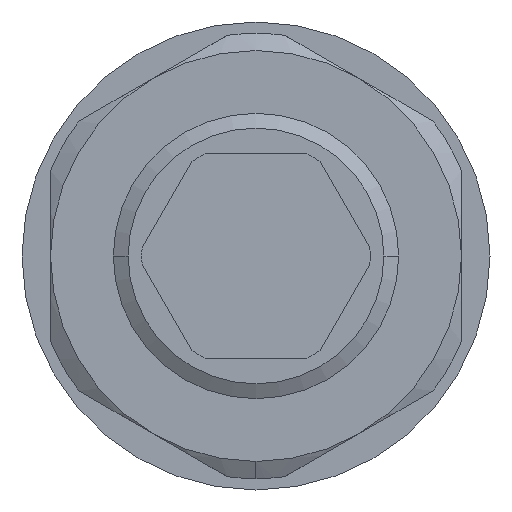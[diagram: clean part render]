
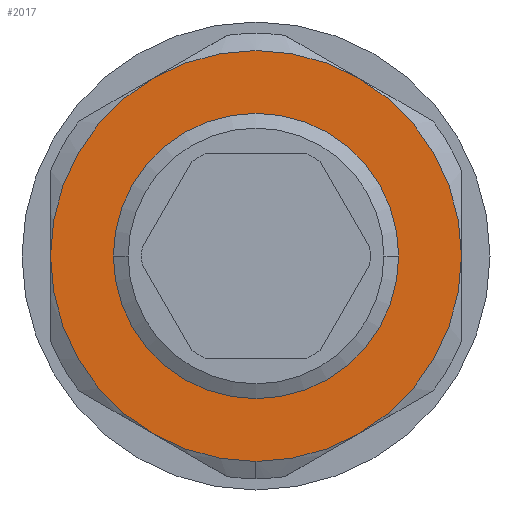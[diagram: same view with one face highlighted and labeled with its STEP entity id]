
A CAD part, left-side view. The second image highlights one B-rep face of the part: STEP entity #2017.
In plain terms, the highlighted planar face has unit normal (-1, 0, 0).
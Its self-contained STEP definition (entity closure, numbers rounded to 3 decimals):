
#18 = AXIS2_PLACEMENT_3D ( 'NONE', #92, #316, #216 ) ;
#36 = EDGE_CURVE ( 'NONE', #1246, #1022, #1169, .T. ) ;
#63 = ORIENTED_EDGE ( 'NONE', *, *, #2385, .T. ) ;
#78 = DIRECTION ( 'NONE',  ( 0., 0., 1. ) ) ;
#92 = CARTESIAN_POINT ( 'NONE',  ( 0., 18., 0. ) ) ;
#109 = VERTEX_POINT ( 'NONE', #299 ) ;
#122 = CARTESIAN_POINT ( 'NONE',  ( 0., 9., 15.588 ) ) ;
#137 = ORIENTED_EDGE ( 'NONE', *, *, #1573, .T. ) ;
#154 = DIRECTION ( 'NONE',  ( -1., 0., 0. ) ) ;
#216 = DIRECTION ( 'NONE',  ( 0., 0., -1. ) ) ;
#246 = FACE_BOUND ( 'NONE', #668, .T. ) ;
#288 = ORIENTED_EDGE ( 'NONE', *, *, #2658, .T. ) ;
#299 = CARTESIAN_POINT ( 'NONE',  ( 0., -9., -15.588 ) ) ;
#315 = ORIENTED_EDGE ( 'NONE', *, *, #36, .T. ) ;
#316 = DIRECTION ( 'NONE',  ( 1., 0., 0. ) ) ;
#323 = CIRCLE ( 'NONE', #2618, 18. ) ;
#420 = AXIS2_PLACEMENT_3D ( 'NONE', #488, #1267, #1257 ) ;
#445 = CIRCLE ( 'NONE', #3073, 18. ) ;
#464 = CIRCLE ( 'NONE', #420, 12.5 ) ;
#481 = DIRECTION ( 'NONE',  ( 1., 0., 0. ) ) ;
#488 = CARTESIAN_POINT ( 'NONE',  ( 0., 0., 0. ) ) ;
#589 = AXIS2_PLACEMENT_3D ( 'NONE', #2928, #2934, #2951 ) ;
#618 = VERTEX_POINT ( 'NONE', #122 ) ;
#668 = EDGE_LOOP ( 'NONE', ( #3081, #315 ) ) ;
#670 = DIRECTION ( 'NONE',  ( 0., 0., -1. ) ) ;
#685 = CARTESIAN_POINT ( 'NONE',  ( 0., 9., -15.588 ) ) ;
#745 = CIRCLE ( 'NONE', #2662, 18. ) ;
#788 = CIRCLE ( 'NONE', #589, 18. ) ;
#857 = VERTEX_POINT ( 'NONE', #1143 ) ;
#868 = FACE_OUTER_BOUND ( 'NONE', #3008, .T. ) ;
#1006 = EDGE_CURVE ( 'NONE', #1022, #1246, #464, .T. ) ;
#1022 = VERTEX_POINT ( 'NONE', #3170 ) ;
#1034 = CIRCLE ( 'NONE', #1876, 18. ) ;
#1130 = CARTESIAN_POINT ( 'NONE',  ( 0., 0., 0. ) ) ;
#1143 = CARTESIAN_POINT ( 'NONE',  ( 0., 18., 0. ) ) ;
#1156 = CIRCLE ( 'NONE', #2323, 18. ) ;
#1166 = AXIS2_PLACEMENT_3D ( 'NONE', #1892, #481, #670 ) ;
#1169 = CIRCLE ( 'NONE', #1166, 12.5 ) ;
#1217 = CARTESIAN_POINT ( 'NONE',  ( 0., 0., 0. ) ) ;
#1246 = VERTEX_POINT ( 'NONE', #2715 ) ;
#1257 = DIRECTION ( 'NONE',  ( 0., 0., -1. ) ) ;
#1267 = DIRECTION ( 'NONE',  ( 1., 0., 0. ) ) ;
#1274 = DIRECTION ( 'NONE',  ( 0., 0., 1. ) ) ;
#1314 = ORIENTED_EDGE ( 'NONE', *, *, #1881, .T. ) ;
#1318 = DIRECTION ( 'NONE',  ( -1., 0., 0. ) ) ;
#1362 = VERTEX_POINT ( 'NONE', #685 ) ;
#1365 = DIRECTION ( 'NONE',  ( 0., 0., 1. ) ) ;
#1512 = VERTEX_POINT ( 'NONE', #2883 ) ;
#1573 = EDGE_CURVE ( 'NONE', #1512, #109, #1034, .T. ) ;
#1619 = CARTESIAN_POINT ( 'NONE',  ( 0., 0., 0. ) ) ;
#1683 = ORIENTED_EDGE ( 'NONE', *, *, #1759, .T. ) ;
#1695 = CARTESIAN_POINT ( 'NONE',  ( 0., -18., 0. ) ) ;
#1759 = EDGE_CURVE ( 'NONE', #1771, #2236, #1156, .T. ) ;
#1769 = ORIENTED_EDGE ( 'NONE', *, *, #2225, .T. ) ;
#1771 = VERTEX_POINT ( 'NONE', #1695 ) ;
#1831 = CARTESIAN_POINT ( 'NONE',  ( 0., 0., 0. ) ) ;
#1838 = DIRECTION ( 'NONE',  ( -1., 0., 0. ) ) ;
#1853 = DIRECTION ( 'NONE',  ( -1., 0., 0. ) ) ;
#1876 = AXIS2_PLACEMENT_3D ( 'NONE', #1831, #2669, #1274 ) ;
#1881 = EDGE_CURVE ( 'NONE', #618, #857, #745, .T. ) ;
#1892 = CARTESIAN_POINT ( 'NONE',  ( 0., 0., 0. ) ) ;
#1903 = PLANE ( 'NONE',  #18 ) ;
#1938 = CARTESIAN_POINT ( 'NONE',  ( 0., 0., 0. ) ) ;
#1978 = ORIENTED_EDGE ( 'NONE', *, *, #2458, .T. ) ;
#2017 = ADVANCED_FACE ( 'NONE', ( #246, #868 ), #1903, .F. ) ;
#2119 = CIRCLE ( 'NONE', #3365, 18. ) ;
#2218 = DIRECTION ( 'NONE',  ( 0., 0., 1. ) ) ;
#2225 = EDGE_CURVE ( 'NONE', #109, #1771, #2119, .T. ) ;
#2235 = CARTESIAN_POINT ( 'NONE',  ( 0., 0., 0. ) ) ;
#2236 = VERTEX_POINT ( 'NONE', #2959 ) ;
#2323 = AXIS2_PLACEMENT_3D ( 'NONE', #1217, #1853, #2380 ) ;
#2380 = DIRECTION ( 'NONE',  ( 0., 0., 1. ) ) ;
#2385 = EDGE_CURVE ( 'NONE', #1362, #1512, #323, .T. ) ;
#2458 = EDGE_CURVE ( 'NONE', #2236, #618, #788, .T. ) ;
#2618 = AXIS2_PLACEMENT_3D ( 'NONE', #1619, #1838, #2711 ) ;
#2658 = EDGE_CURVE ( 'NONE', #857, #1362, #445, .T. ) ;
#2662 = AXIS2_PLACEMENT_3D ( 'NONE', #1130, #154, #78 ) ;
#2669 = DIRECTION ( 'NONE',  ( -1., 0., 0. ) ) ;
#2711 = DIRECTION ( 'NONE',  ( 0., 0., 1. ) ) ;
#2715 = CARTESIAN_POINT ( 'NONE',  ( 0., -12.5, 0. ) ) ;
#2883 = CARTESIAN_POINT ( 'NONE',  ( 0., 0., -18. ) ) ;
#2928 = CARTESIAN_POINT ( 'NONE',  ( 0., 0., 0. ) ) ;
#2934 = DIRECTION ( 'NONE',  ( -1., 0., 0. ) ) ;
#2951 = DIRECTION ( 'NONE',  ( 0., 0., 1. ) ) ;
#2959 = CARTESIAN_POINT ( 'NONE',  ( 0., -9., 15.588 ) ) ;
#3008 = EDGE_LOOP ( 'NONE', ( #1314, #288, #63, #137, #1769, #1683, #1978 ) ) ;
#3073 = AXIS2_PLACEMENT_3D ( 'NONE', #1938, #1318, #1365 ) ;
#3081 = ORIENTED_EDGE ( 'NONE', *, *, #1006, .T. ) ;
#3170 = CARTESIAN_POINT ( 'NONE',  ( 0., 12.5, 0. ) ) ;
#3365 = AXIS2_PLACEMENT_3D ( 'NONE', #2235, #3424, #2218 ) ;
#3424 = DIRECTION ( 'NONE',  ( -1., 0., 0. ) ) ;
